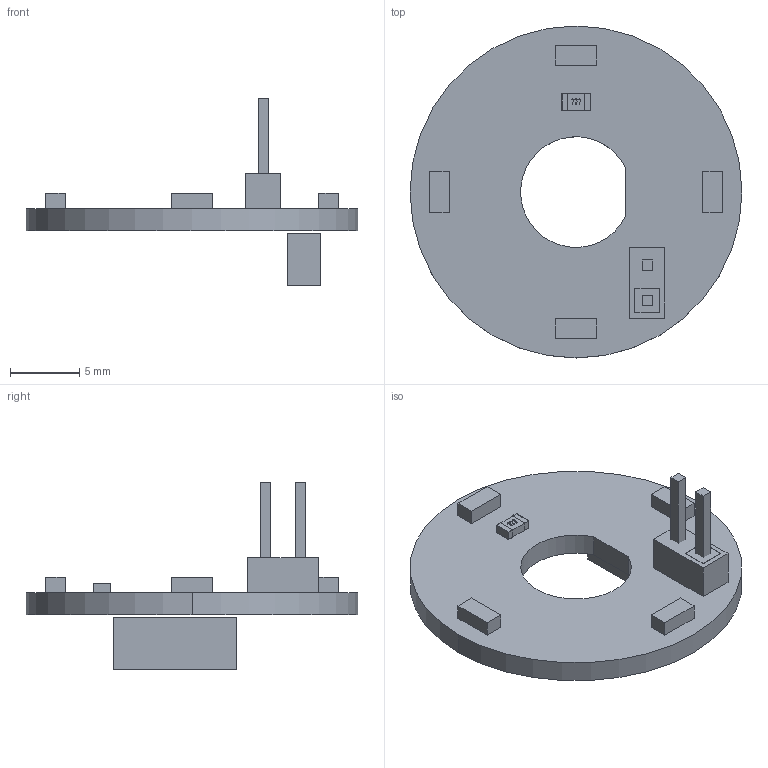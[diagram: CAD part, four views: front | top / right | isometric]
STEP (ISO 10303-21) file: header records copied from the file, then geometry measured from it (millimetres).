
FILE_DESCRIPTION(('Open CASCADE Model'),'2;1');
FILE_NAME('Open CASCADE Shape Model','2020-11-22T08:42:54',('Author'),( 'Open CASCADE'),'Open CASCADE STEP processor 6.8','Open CASCADE 6.8' ,'Unknown');
FILE_SCHEMA(('AUTOMOTIVE_DESIGN { 1 0 10303 214 1 1 1 1 }'));
Length unit declared in the file: millimetre
Products named in the file (29): PCB; Board; U2; 742738192; Extruded; U3; 742753560; U4; P2; 945099024; U1; C1; 742737920; 742753152; 742753288; 742753424; P1; 742738600; 742741320; 742738736
Assembly tree (36 placements, depth 4):
  PCB
    Board
    U2
      742738192
        Extruded
    U3
      742753560
        Extruded
    U4
      742738192
        Extruded
    P2
      945099024
        Extruded
    U1
      742753560
        Extruded
    C1
      742737920  x2
        Extruded
      742753152
        Extruded
      742753288  x3
        Extruded
      742753424  x3
        Extruded
    P1
      742738600
        Extruded
      742741320  x2
        Extruded
      742738736
        Extruded
Bounding box: 24 x 24 x 13.59 mm (x, y, z)
Volume: 784.4 mm3; surface area: 1318.1 mm2
Topology: 19 solids, 19 shells, 158 faces, 360 edges, 240 vertices
Faces by surface type: plane 153, cylinder 5
Full cylindrical faces by diameter (mm): 1.016 x2
Entity records: 2900 total; most frequent: DIRECTION 428, CARTESIAN_POINT 419, ORIENTED_EDGE 360, EDGE_CURVE 180, LINE 170, VECTOR 170, AXIS2_PLACEMENT_3D 129, VERTEX_POINT 120
